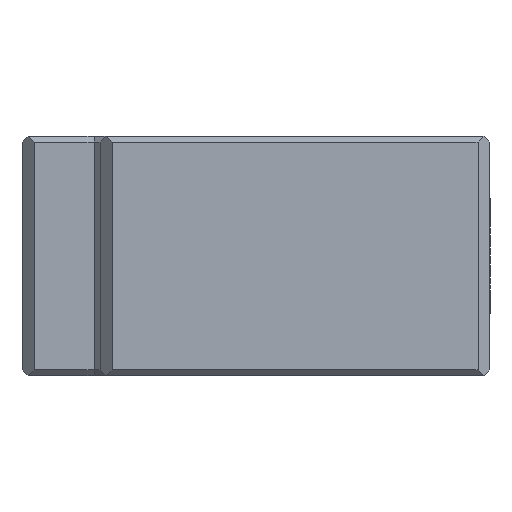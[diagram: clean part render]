
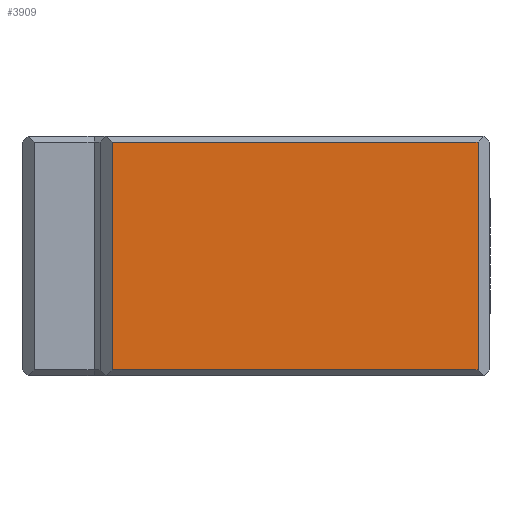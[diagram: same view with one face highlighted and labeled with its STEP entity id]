
A CAD part, left-side view. The second image highlights one B-rep face of the part: STEP entity #3909.
In plain terms, the highlighted planar face has unit normal (-1, 0, 0).
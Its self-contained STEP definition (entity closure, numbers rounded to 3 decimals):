
#256 = CARTESIAN_POINT ( 'NONE',  ( -30., 0., 20. ) ) ;
#303 = DIRECTION ( 'NONE',  ( 1., 0., 0. ) ) ;
#306 = EDGE_CURVE ( 'NONE', #2733, #542, #2111, .T. ) ;
#388 = VECTOR ( 'NONE', #1663, 1000. ) ;
#423 = EDGE_LOOP ( 'NONE', ( #3407, #1325, #2037, #4997 ) ) ;
#462 = LINE ( 'NONE', #2039, #388 ) ;
#542 = VERTEX_POINT ( 'NONE', #3450 ) ;
#564 = DIRECTION ( 'NONE',  ( 0., 0., -1. ) ) ;
#631 = VERTEX_POINT ( 'NONE', #967 ) ;
#637 = DIRECTION ( 'NONE',  ( 0., -1., 0. ) ) ;
#901 = CARTESIAN_POINT ( 'NONE',  ( -30., 0., 0.5 ) ) ;
#967 = CARTESIAN_POINT ( 'NONE',  ( -30., 31.5, 0.5 ) ) ;
#1298 = LINE ( 'NONE', #901, #3075 ) ;
#1325 = ORIENTED_EDGE ( 'NONE', *, *, #2666, .F. ) ;
#1663 = DIRECTION ( 'NONE',  ( 0., 0., 1. ) ) ;
#1754 = CARTESIAN_POINT ( 'NONE',  ( -30., 1., 20. ) ) ;
#1756 = AXIS2_PLACEMENT_3D ( 'NONE', #256, #303, #4088 ) ;
#1796 = FACE_OUTER_BOUND ( 'NONE', #423, .T. ) ;
#2037 = ORIENTED_EDGE ( 'NONE', *, *, #2969, .F. ) ;
#2039 = CARTESIAN_POINT ( 'NONE',  ( -30., 31.5, 20. ) ) ;
#2111 = LINE ( 'NONE', #1754, #3612 ) ;
#2502 = CARTESIAN_POINT ( 'NONE',  ( -30., 1., 19.5 ) ) ;
#2666 = EDGE_CURVE ( 'NONE', #4187, #2733, #2990, .T. ) ;
#2733 = VERTEX_POINT ( 'NONE', #2502 ) ;
#2838 = DIRECTION ( 'NONE',  ( 0., 1., 0. ) ) ;
#2969 = EDGE_CURVE ( 'NONE', #631, #4187, #462, .T. ) ;
#2990 = LINE ( 'NONE', #3765, #3264 ) ;
#3040 = EDGE_CURVE ( 'NONE', #542, #631, #1298, .T. ) ;
#3075 = VECTOR ( 'NONE', #2838, 1000. ) ;
#3264 = VECTOR ( 'NONE', #637, 1000. ) ;
#3407 = ORIENTED_EDGE ( 'NONE', *, *, #306, .F. ) ;
#3450 = CARTESIAN_POINT ( 'NONE',  ( -30., 1., 0.5 ) ) ;
#3612 = VECTOR ( 'NONE', #564, 1000. ) ;
#3765 = CARTESIAN_POINT ( 'NONE',  ( -30., 0., 19.5 ) ) ;
#3909 = ADVANCED_FACE ( 'NONE', ( #1796 ), #4898, .F. ) ;
#3979 = CARTESIAN_POINT ( 'NONE',  ( -30., 31.5, 19.5 ) ) ;
#4088 = DIRECTION ( 'NONE',  ( 0., 1., 0. ) ) ;
#4187 = VERTEX_POINT ( 'NONE', #3979 ) ;
#4898 = PLANE ( 'NONE',  #1756 ) ;
#4997 = ORIENTED_EDGE ( 'NONE', *, *, #3040, .F. ) ;
